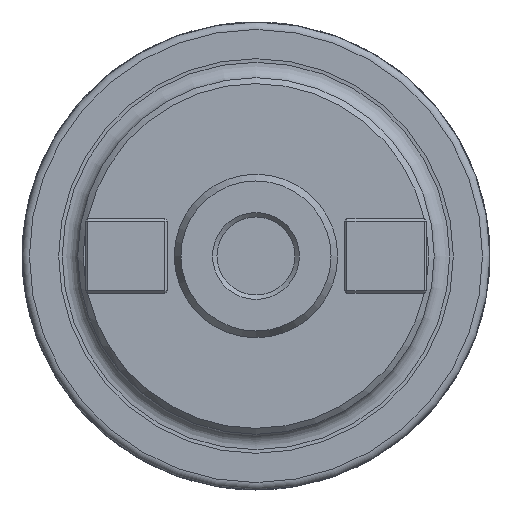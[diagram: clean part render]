
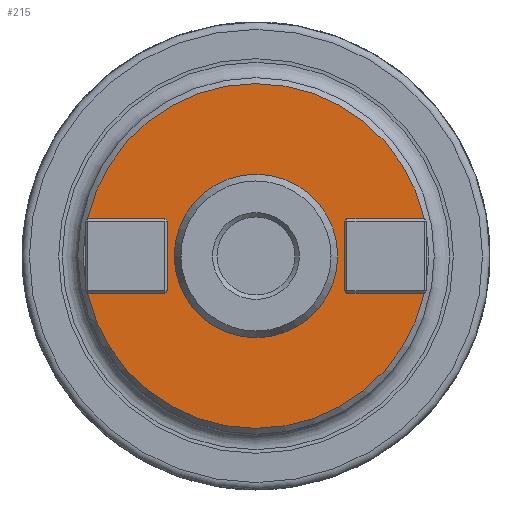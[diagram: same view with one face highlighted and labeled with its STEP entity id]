
A CAD part, left-side view. The second image highlights one B-rep face of the part: STEP entity #215.
In plain terms, the highlighted planar face has unit normal (-1, 0, 0).
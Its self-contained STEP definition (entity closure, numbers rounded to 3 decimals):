
#158=FACE_BOUND('',#481,.T.);
#159=FACE_BOUND('',#482,.T.);
#215=ADVANCED_FACE('',(#158,#159),#331,.F.);
#331=PLANE('',#1886);
#481=EDGE_LOOP('',(#877));
#482=EDGE_LOOP('',(#878,#879,#880,#881,#882,#883,#884,#885,#886,#887,#888,
#889,#890,#891,#892,#893));
#622=LINE('',#2576,#748);
#623=LINE('',#2579,#749);
#624=LINE('',#2583,#750);
#625=LINE('',#2585,#751);
#626=LINE('',#2587,#752);
#627=LINE('',#2589,#753);
#628=LINE('',#2591,#754);
#629=LINE('',#2593,#755);
#630=LINE('',#2595,#756);
#631=LINE('',#2599,#757);
#632=LINE('',#2601,#758);
#633=LINE('',#2603,#759);
#634=LINE('',#2605,#760);
#635=LINE('',#2607,#761);
#748=VECTOR('',#2080,1.);
#749=VECTOR('',#2081,1.);
#750=VECTOR('',#2084,1.);
#751=VECTOR('',#2085,1.);
#752=VECTOR('',#2086,1.);
#753=VECTOR('',#2087,1.);
#754=VECTOR('',#2088,1.);
#755=VECTOR('',#2089,1.);
#756=VECTOR('',#2090,1.);
#757=VECTOR('',#2093,1.);
#758=VECTOR('',#2094,1.);
#759=VECTOR('',#2095,1.);
#760=VECTOR('',#2096,1.);
#761=VECTOR('',#2097,1.);
#877=ORIENTED_EDGE('',*,*,#1561,.F.);
#878=ORIENTED_EDGE('',*,*,#1562,.T.);
#879=ORIENTED_EDGE('',*,*,#1563,.T.);
#880=ORIENTED_EDGE('',*,*,#1564,.T.);
#881=ORIENTED_EDGE('',*,*,#1565,.T.);
#882=ORIENTED_EDGE('',*,*,#1566,.T.);
#883=ORIENTED_EDGE('',*,*,#1567,.T.);
#884=ORIENTED_EDGE('',*,*,#1568,.T.);
#885=ORIENTED_EDGE('',*,*,#1569,.T.);
#886=ORIENTED_EDGE('',*,*,#1570,.T.);
#887=ORIENTED_EDGE('',*,*,#1571,.T.);
#888=ORIENTED_EDGE('',*,*,#1572,.T.);
#889=ORIENTED_EDGE('',*,*,#1573,.T.);
#890=ORIENTED_EDGE('',*,*,#1574,.T.);
#891=ORIENTED_EDGE('',*,*,#1575,.T.);
#892=ORIENTED_EDGE('',*,*,#1576,.T.);
#893=ORIENTED_EDGE('',*,*,#1577,.T.);
#1391=VERTEX_POINT('',#2575);
#1392=VERTEX_POINT('',#2577);
#1393=VERTEX_POINT('',#2578);
#1394=VERTEX_POINT('',#2580);
#1395=VERTEX_POINT('',#2582);
#1396=VERTEX_POINT('',#2584);
#1397=VERTEX_POINT('',#2586);
#1398=VERTEX_POINT('',#2588);
#1399=VERTEX_POINT('',#2590);
#1400=VERTEX_POINT('',#2592);
#1401=VERTEX_POINT('',#2594);
#1402=VERTEX_POINT('',#2596);
#1403=VERTEX_POINT('',#2598);
#1404=VERTEX_POINT('',#2600);
#1405=VERTEX_POINT('',#2602);
#1406=VERTEX_POINT('',#2604);
#1407=VERTEX_POINT('',#2606);
#1561=EDGE_CURVE('',#1391,#1391,#1816,.T.);
#1562=EDGE_CURVE('',#1392,#1393,#622,.T.);
#1563=EDGE_CURVE('',#1393,#1394,#623,.T.);
#1564=EDGE_CURVE('',#1394,#1395,#1817,.T.);
#1565=EDGE_CURVE('',#1395,#1396,#624,.T.);
#1566=EDGE_CURVE('',#1396,#1397,#625,.T.);
#1567=EDGE_CURVE('',#1397,#1398,#626,.T.);
#1568=EDGE_CURVE('',#1398,#1399,#627,.T.);
#1569=EDGE_CURVE('',#1399,#1400,#628,.T.);
#1570=EDGE_CURVE('',#1400,#1401,#629,.T.);
#1571=EDGE_CURVE('',#1401,#1402,#630,.T.);
#1572=EDGE_CURVE('',#1402,#1403,#1818,.T.);
#1573=EDGE_CURVE('',#1403,#1404,#631,.T.);
#1574=EDGE_CURVE('',#1404,#1405,#632,.T.);
#1575=EDGE_CURVE('',#1405,#1406,#633,.T.);
#1576=EDGE_CURVE('',#1406,#1407,#634,.T.);
#1577=EDGE_CURVE('',#1407,#1392,#635,.T.);
#1816=CIRCLE('',#1883,11.);
#1817=CIRCLE('',#1884,23.2);
#1818=CIRCLE('',#1885,23.2);
#1883=AXIS2_PLACEMENT_3D('',#2574,#2078,#2079);
#1884=AXIS2_PLACEMENT_3D('',#2581,#2082,#2083);
#1885=AXIS2_PLACEMENT_3D('',#2597,#2091,#2092);
#1886=AXIS2_PLACEMENT_3D('',#2608,#2098,#2099);
#2078=DIRECTION('',(-1.,0.,0.));
#2079=DIRECTION('',(0.,0.,-1.));
#2080=DIRECTION('',(0.,-1.,0.));
#2081=DIRECTION('',(0.,-0.707,-0.707));
#2082=DIRECTION('',(-1.,0.,0.));
#2083=DIRECTION('',(0.,0.,-1.));
#2084=DIRECTION('',(0.,-0.707,0.707));
#2085=DIRECTION('',(0.,-1.,0.));
#2086=DIRECTION('',(0.,-0.707,-0.707));
#2087=DIRECTION('',(0.,0.,-1.));
#2088=DIRECTION('',(0.,0.707,-0.707));
#2089=DIRECTION('',(0.,1.,0.));
#2090=DIRECTION('',(0.,0.707,0.707));
#2091=DIRECTION('',(-1.,0.,0.));
#2092=DIRECTION('',(0.,0.,-1.));
#2093=DIRECTION('',(0.,0.707,-0.707));
#2094=DIRECTION('',(0.,1.,0.));
#2095=DIRECTION('',(0.,0.707,0.707));
#2096=DIRECTION('',(0.,0.,1.));
#2097=DIRECTION('',(0.,-0.707,0.707));
#2098=DIRECTION('',(1.,0.,0.));
#2099=DIRECTION('',(0.,0.,-1.));
#2574=CARTESIAN_POINT('',(19.,0.,0.));
#2575=CARTESIAN_POINT('',(19.,0.,-11.));
#2576=CARTESIAN_POINT('',(19.,12.435,5.));
#2577=CARTESIAN_POINT('',(19.,-12.25,5.));
#2578=CARTESIAN_POINT('',(19.,-22.65,5.));
#2579=CARTESIAN_POINT('',(19.,-7.607,20.043));
#2580=CARTESIAN_POINT('',(19.,-22.656,4.994));
#2581=CARTESIAN_POINT('',(19.,0.,0.));
#2582=CARTESIAN_POINT('',(19.,22.656,4.994));
#2583=CARTESIAN_POINT('',(19.,20.043,7.607));
#2584=CARTESIAN_POINT('',(19.,22.65,5.));
#2585=CARTESIAN_POINT('',(19.,12.435,5.));
#2586=CARTESIAN_POINT('',(19.,12.25,5.));
#2587=CARTESIAN_POINT('',(19.,9.843,2.593));
#2588=CARTESIAN_POINT('',(19.,11.95,4.7));
#2589=CARTESIAN_POINT('',(19.,11.95,0.));
#2590=CARTESIAN_POINT('',(19.,11.95,-4.7));
#2591=CARTESIAN_POINT('',(19.,9.843,-2.593));
#2592=CARTESIAN_POINT('',(19.,12.25,-5.));
#2593=CARTESIAN_POINT('',(19.,12.435,-5.));
#2594=CARTESIAN_POINT('',(19.,22.65,-5.));
#2595=CARTESIAN_POINT('',(19.,20.043,-7.607));
#2596=CARTESIAN_POINT('',(19.,22.656,-4.994));
#2597=CARTESIAN_POINT('',(19.,0.,0.));
#2598=CARTESIAN_POINT('',(19.,-22.656,-4.994));
#2599=CARTESIAN_POINT('',(19.,-7.607,-20.043));
#2600=CARTESIAN_POINT('',(19.,-22.65,-5.));
#2601=CARTESIAN_POINT('',(19.,12.435,-5.));
#2602=CARTESIAN_POINT('',(19.,-12.25,-5.));
#2603=CARTESIAN_POINT('',(19.,2.593,9.843));
#2604=CARTESIAN_POINT('',(19.,-11.95,-4.7));
#2605=CARTESIAN_POINT('',(19.,-11.95,0.));
#2606=CARTESIAN_POINT('',(19.,-11.95,4.7));
#2607=CARTESIAN_POINT('',(19.,2.593,-9.843));
#2608=CARTESIAN_POINT('',(19.,12.435,0.));
